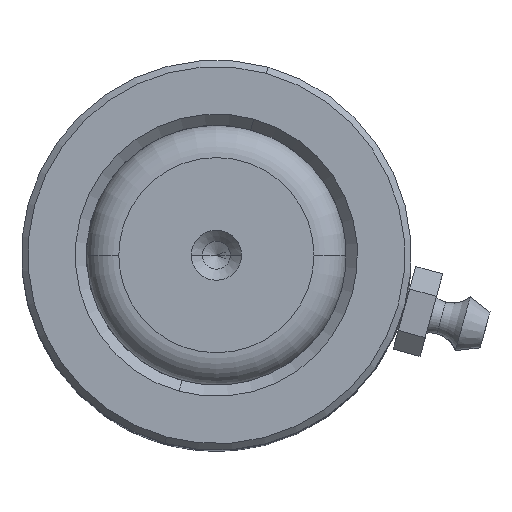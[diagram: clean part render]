
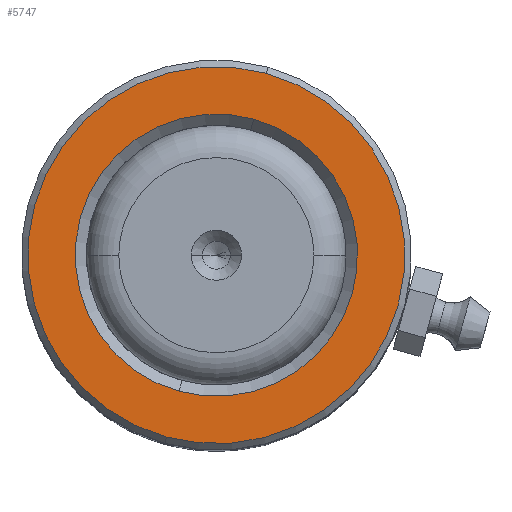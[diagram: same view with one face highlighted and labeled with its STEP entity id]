
A CAD part, top view. The second image highlights one B-rep face of the part: STEP entity #5747.
In plain terms, the highlighted planar face has unit normal (0, 0, 1).
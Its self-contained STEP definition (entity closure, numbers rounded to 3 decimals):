
#50 = VERTEX_POINT ( 'NONE', #4520 ) ;
#88 = ORIENTED_EDGE ( 'NONE', *, *, #8109, .T. ) ;
#460 = PLANE ( 'NONE',  #2128 ) ;
#645 = VERTEX_POINT ( 'NONE', #4633 ) ;
#695 = CIRCLE ( 'NONE', #2713, 15.2 ) ;
#1014 = DIRECTION ( 'NONE',  ( 0., 0., -1. ) ) ;
#1507 = DIRECTION ( 'NONE',  ( 0., 0., -1. ) ) ;
#1867 = DIRECTION ( 'NONE',  ( 1., 0., 0. ) ) ;
#2128 = AXIS2_PLACEMENT_3D ( 'NONE', #5301, #5271, #1867 ) ;
#2136 = EDGE_CURVE ( 'NONE', #645, #8053, #8205, .T. ) ;
#2137 = AXIS2_PLACEMENT_3D ( 'NONE', #4457, #1014, #5750 ) ;
#2237 = DIRECTION ( 'NONE',  ( 1., 0., 0. ) ) ;
#2448 = ORIENTED_EDGE ( 'NONE', *, *, #6772, .T. ) ;
#2713 = AXIS2_PLACEMENT_3D ( 'NONE', #5644, #1507, #2788 ) ;
#2788 = DIRECTION ( 'NONE',  ( 1., 0., 0. ) ) ;
#2956 = EDGE_LOOP ( 'NONE', ( #7576, #2448 ) ) ;
#3276 = FACE_OUTER_BOUND ( 'NONE', #2956, .T. ) ;
#3388 = FACE_BOUND ( 'NONE', #8008, .T. ) ;
#3584 = CARTESIAN_POINT ( 'NONE',  ( 0., 0., 80. ) ) ;
#3914 = AXIS2_PLACEMENT_3D ( 'NONE', #3584, #4250, #4942 ) ;
#3940 = CIRCLE ( 'NONE', #2137, 15.2 ) ;
#4250 = DIRECTION ( 'NONE',  ( 0., 0., 1. ) ) ;
#4312 = CARTESIAN_POINT ( 'NONE',  ( 0., 0., 80. ) ) ;
#4457 = CARTESIAN_POINT ( 'NONE',  ( 0., 0., 80. ) ) ;
#4520 = CARTESIAN_POINT ( 'NONE',  ( 15.2, 0., 80. ) ) ;
#4633 = CARTESIAN_POINT ( 'NONE',  ( -20.3, 0., 80. ) ) ;
#4942 = DIRECTION ( 'NONE',  ( 1., 0., 0. ) ) ;
#5249 = VERTEX_POINT ( 'NONE', #8078 ) ;
#5271 = DIRECTION ( 'NONE',  ( 0., 0., 1. ) ) ;
#5301 = CARTESIAN_POINT ( 'NONE',  ( 0., 0., 80. ) ) ;
#5305 = EDGE_CURVE ( 'NONE', #5249, #50, #695, .T. ) ;
#5644 = CARTESIAN_POINT ( 'NONE',  ( 0., 0., 80. ) ) ;
#5747 = ADVANCED_FACE ( 'NONE', ( #3276, #3388 ), #460, .T. ) ;
#5750 = DIRECTION ( 'NONE',  ( 1., 0., 0. ) ) ;
#5803 = CARTESIAN_POINT ( 'NONE',  ( 20.3, 0., 80. ) ) ;
#5847 = CIRCLE ( 'NONE', #6986, 20.3 ) ;
#6772 = EDGE_CURVE ( 'NONE', #8053, #645, #5847, .T. ) ;
#6986 = AXIS2_PLACEMENT_3D ( 'NONE', #4312, #7003, #2237 ) ;
#7003 = DIRECTION ( 'NONE',  ( 0., 0., 1. ) ) ;
#7095 = ORIENTED_EDGE ( 'NONE', *, *, #5305, .T. ) ;
#7576 = ORIENTED_EDGE ( 'NONE', *, *, #2136, .T. ) ;
#8008 = EDGE_LOOP ( 'NONE', ( #88, #7095 ) ) ;
#8053 = VERTEX_POINT ( 'NONE', #5803 ) ;
#8078 = CARTESIAN_POINT ( 'NONE',  ( -15.2, 0., 80. ) ) ;
#8109 = EDGE_CURVE ( 'NONE', #50, #5249, #3940, .T. ) ;
#8205 = CIRCLE ( 'NONE', #3914, 20.3 ) ;
